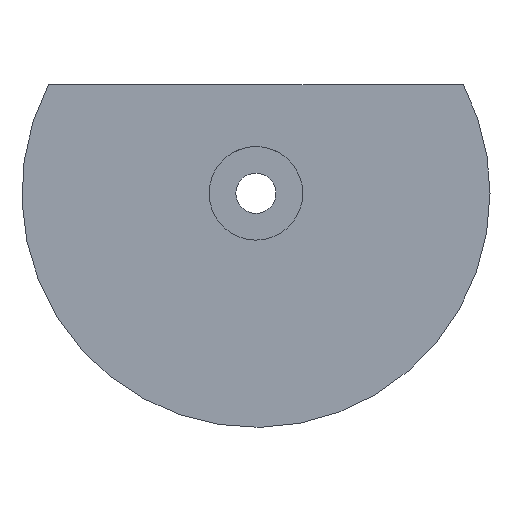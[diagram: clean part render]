
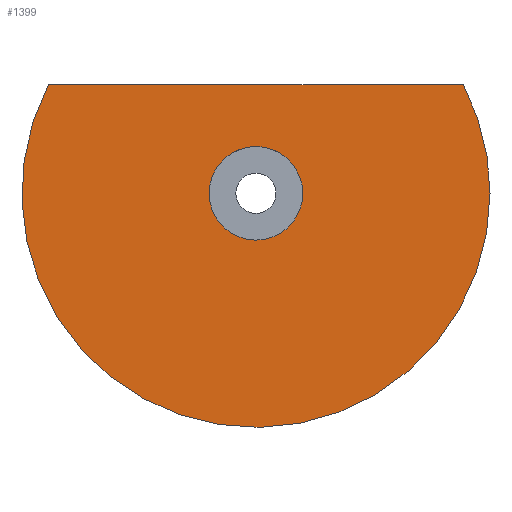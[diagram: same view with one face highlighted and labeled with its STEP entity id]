
A CAD part, front view. The second image highlights one B-rep face of the part: STEP entity #1399.
In plain terms, the highlighted planar face has unit normal (0, -1, 0).
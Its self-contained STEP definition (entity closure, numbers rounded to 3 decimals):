
#262 = CYLINDRICAL_SURFACE('',#263,3.5);
#263 = AXIS2_PLACEMENT_3D('',#264,#265,#266);
#264 = CARTESIAN_POINT('',(0.,0.,0.));
#265 = DIRECTION('',(0.,-1.,0.));
#266 = DIRECTION('',(1.,0.,0.));
#336 = VERTEX_POINT('',#337);
#337 = CARTESIAN_POINT('',(3.5,0.,0.));
#358 = EDGE_CURVE('',#336,#336,#359,.T.);
#359 = SURFACE_CURVE('',#360,(#365,#372),.PCURVE_S1.);
#360 = CIRCLE('',#361,3.5);
#361 = AXIS2_PLACEMENT_3D('',#362,#363,#364);
#362 = CARTESIAN_POINT('',(0.,0.,0.));
#363 = DIRECTION('',(0.,-1.,0.));
#364 = DIRECTION('',(1.,0.,0.));
#365 = PCURVE('',#262,#366);
#366 = DEFINITIONAL_REPRESENTATION('',(#367),#371);
#367 = LINE('',#368,#369);
#368 = CARTESIAN_POINT('',(0.,0.));
#369 = VECTOR('',#370,1.);
#370 = DIRECTION('',(1.,0.));
#371 = ( GEOMETRIC_REPRESENTATION_CONTEXT(2) 
PARAMETRIC_REPRESENTATION_CONTEXT() REPRESENTATION_CONTEXT('2D SPACE',''
  ) );
#372 = PCURVE('',#373,#378);
#373 = PLANE('',#374);
#374 = AXIS2_PLACEMENT_3D('',#375,#376,#377);
#375 = CARTESIAN_POINT('',(0.,0.,0.));
#376 = DIRECTION('',(-0.,-1.,-0.));
#377 = DIRECTION('',(1.,0.,0.));
#378 = DEFINITIONAL_REPRESENTATION('',(#379),#383);
#379 = CIRCLE('',#380,3.5);
#380 = AXIS2_PLACEMENT_2D('',#381,#382);
#381 = CARTESIAN_POINT('',(0.,0.));
#382 = DIRECTION('',(1.,-0.));
#383 = ( GEOMETRIC_REPRESENTATION_CONTEXT(2) 
PARAMETRIC_REPRESENTATION_CONTEXT() REPRESENTATION_CONTEXT('2D SPACE',''
  ) );
#1399 = ADVANCED_FACE('',(#1400,#1488),#373,.T.);
#1400 = FACE_BOUND('',#1401,.F.);
#1401 = EDGE_LOOP('',(#1402,#1433,#1462));
#1402 = ORIENTED_EDGE('',*,*,#1403,.F.);
#1403 = EDGE_CURVE('',#1404,#1406,#1408,.T.);
#1404 = VERTEX_POINT('',#1405);
#1405 = CARTESIAN_POINT('',(17.5,0.,0.));
#1406 = VERTEX_POINT('',#1407);
#1407 = CARTESIAN_POINT('',(15.5,0.,8.124));
#1408 = SURFACE_CURVE('',#1409,(#1414,#1421),.PCURVE_S1.);
#1409 = CIRCLE('',#1410,17.5);
#1410 = AXIS2_PLACEMENT_3D('',#1411,#1412,#1413);
#1411 = CARTESIAN_POINT('',(0.,0.,0.));
#1412 = DIRECTION('',(0.,-1.,0.));
#1413 = DIRECTION('',(1.,0.,0.));
#1414 = PCURVE('',#373,#1415);
#1415 = DEFINITIONAL_REPRESENTATION('',(#1416),#1420);
#1416 = CIRCLE('',#1417,17.5);
#1417 = AXIS2_PLACEMENT_2D('',#1418,#1419);
#1418 = CARTESIAN_POINT('',(0.,0.));
#1419 = DIRECTION('',(1.,-0.));
#1420 = ( GEOMETRIC_REPRESENTATION_CONTEXT(2) 
PARAMETRIC_REPRESENTATION_CONTEXT() REPRESENTATION_CONTEXT('2D SPACE',''
  ) );
#1421 = PCURVE('',#1422,#1427);
#1422 = CYLINDRICAL_SURFACE('',#1423,17.5);
#1423 = AXIS2_PLACEMENT_3D('',#1424,#1425,#1426);
#1424 = CARTESIAN_POINT('',(0.,0.,0.));
#1425 = DIRECTION('',(0.,1.,0.));
#1426 = DIRECTION('',(1.,0.,0.));
#1427 = DEFINITIONAL_REPRESENTATION('',(#1428),#1432);
#1428 = LINE('',#1429,#1430);
#1429 = CARTESIAN_POINT('',(-0.,0.));
#1430 = VECTOR('',#1431,1.);
#1431 = DIRECTION('',(-1.,0.));
#1432 = ( GEOMETRIC_REPRESENTATION_CONTEXT(2) 
PARAMETRIC_REPRESENTATION_CONTEXT() REPRESENTATION_CONTEXT('2D SPACE',''
  ) );
#1433 = ORIENTED_EDGE('',*,*,#1434,.F.);
#1434 = EDGE_CURVE('',#1435,#1404,#1437,.T.);
#1435 = VERTEX_POINT('',#1436);
#1436 = CARTESIAN_POINT('',(-15.5,0.,8.124));
#1437 = SURFACE_CURVE('',#1438,(#1443,#1450),.PCURVE_S1.);
#1438 = CIRCLE('',#1439,17.5);
#1439 = AXIS2_PLACEMENT_3D('',#1440,#1441,#1442);
#1440 = CARTESIAN_POINT('',(0.,0.,0.));
#1441 = DIRECTION('',(0.,-1.,0.));
#1442 = DIRECTION('',(1.,0.,0.));
#1443 = PCURVE('',#373,#1444);
#1444 = DEFINITIONAL_REPRESENTATION('',(#1445),#1449);
#1445 = CIRCLE('',#1446,17.5);
#1446 = AXIS2_PLACEMENT_2D('',#1447,#1448);
#1447 = CARTESIAN_POINT('',(0.,0.));
#1448 = DIRECTION('',(1.,-0.));
#1449 = ( GEOMETRIC_REPRESENTATION_CONTEXT(2) 
PARAMETRIC_REPRESENTATION_CONTEXT() REPRESENTATION_CONTEXT('2D SPACE',''
  ) );
#1450 = PCURVE('',#1451,#1456);
#1451 = CYLINDRICAL_SURFACE('',#1452,17.5);
#1452 = AXIS2_PLACEMENT_3D('',#1453,#1454,#1455);
#1453 = CARTESIAN_POINT('',(0.,0.,0.));
#1454 = DIRECTION('',(0.,1.,0.));
#1455 = DIRECTION('',(1.,0.,0.));
#1456 = DEFINITIONAL_REPRESENTATION('',(#1457),#1461);
#1457 = LINE('',#1458,#1459);
#1458 = CARTESIAN_POINT('',(-0.,0.));
#1459 = VECTOR('',#1460,1.);
#1460 = DIRECTION('',(-1.,0.));
#1461 = ( GEOMETRIC_REPRESENTATION_CONTEXT(2) 
PARAMETRIC_REPRESENTATION_CONTEXT() REPRESENTATION_CONTEXT('2D SPACE',''
  ) );
#1462 = ORIENTED_EDGE('',*,*,#1463,.T.);
#1463 = EDGE_CURVE('',#1435,#1406,#1464,.T.);
#1464 = SURFACE_CURVE('',#1465,(#1469,#1476),.PCURVE_S1.);
#1465 = LINE('',#1466,#1467);
#1466 = CARTESIAN_POINT('',(-15.5,0.,8.124));
#1467 = VECTOR('',#1468,1.);
#1468 = DIRECTION('',(1.,0.,0.));
#1469 = PCURVE('',#373,#1470);
#1470 = DEFINITIONAL_REPRESENTATION('',(#1471),#1475);
#1471 = LINE('',#1472,#1473);
#1472 = CARTESIAN_POINT('',(-15.5,8.124));
#1473 = VECTOR('',#1474,1.);
#1474 = DIRECTION('',(1.,-0.));
#1475 = ( GEOMETRIC_REPRESENTATION_CONTEXT(2) 
PARAMETRIC_REPRESENTATION_CONTEXT() REPRESENTATION_CONTEXT('2D SPACE',''
  ) );
#1476 = PCURVE('',#1477,#1482);
#1477 = PLANE('',#1478);
#1478 = AXIS2_PLACEMENT_3D('',#1479,#1480,#1481);
#1479 = CARTESIAN_POINT('',(-15.5,0.,8.124));
#1480 = DIRECTION('',(0.,0.,-1.));
#1481 = DIRECTION('',(1.,0.,0.));
#1482 = DEFINITIONAL_REPRESENTATION('',(#1483),#1487);
#1483 = LINE('',#1484,#1485);
#1484 = CARTESIAN_POINT('',(0.,0.));
#1485 = VECTOR('',#1486,1.);
#1486 = DIRECTION('',(1.,0.));
#1487 = ( GEOMETRIC_REPRESENTATION_CONTEXT(2) 
PARAMETRIC_REPRESENTATION_CONTEXT() REPRESENTATION_CONTEXT('2D SPACE',''
  ) );
#1488 = FACE_BOUND('',#1489,.F.);
#1489 = EDGE_LOOP('',(#1490));
#1490 = ORIENTED_EDGE('',*,*,#358,.T.);
